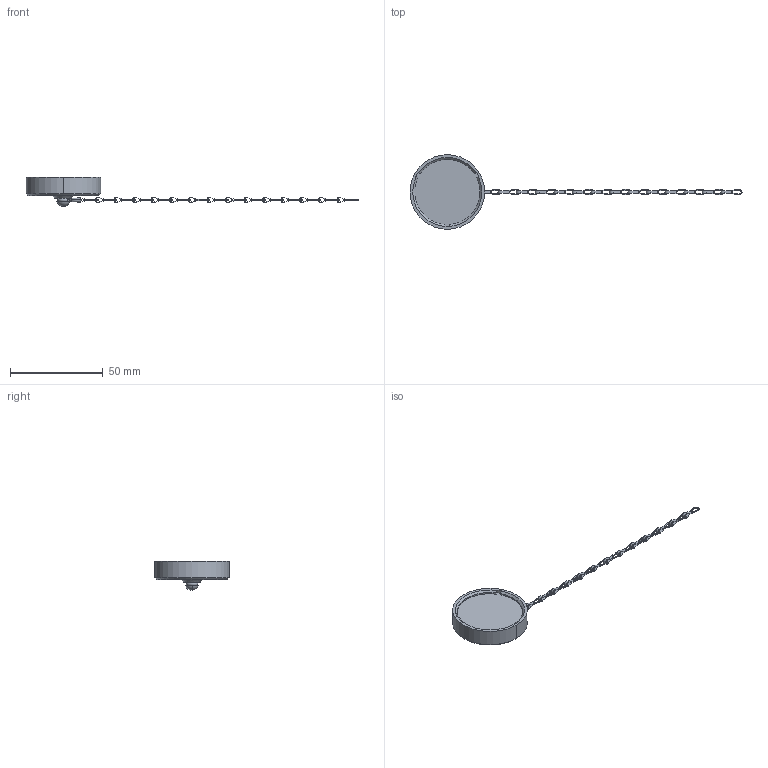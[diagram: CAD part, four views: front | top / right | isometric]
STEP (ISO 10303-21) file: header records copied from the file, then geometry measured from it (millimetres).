
FILE_DESCRIPTION((''),'2;1');
FILE_NAME('UTO22DCG-CATALOGUE_SW0001','2011-11-03T',('brioux'),('SOURIAU'),'PRO/ENGINEER BY PARAMETRIC TECHNOLOGY CORPORATION, 2010140','PRO/ENGINEER BY PARAMETRIC TECHNOLOGY CORPORATION, 2010140','');
FILE_SCHEMA(('CONFIG_CONTROL_DESIGN'));
Length unit declared in the file: millimetre
Products named in the file (1): UTO22DCG-CATALOGUE_SW0001
Bounding box: 178.85 x 40.2 x 15.63 mm (x, y, z)
Volume: 10812.4 mm3; surface area: 5354 mm2
Topology: 16 solids, 16 shells, 469 faces, 1461 edges, 966 vertices
Faces by surface type: plane 257, cylinder 198, cone 9, torus 3, sphere 2
Entity records: 17637 total; most frequent: CARTESIAN_POINT 4886, ORIENTED_EDGE 2918, DIRECTION 2408, EDGE_CURVE 1459, VERTEX_POINT 966, AXIS2_PLACEMENT_3D 827, VECTOR 754, LINE 754
